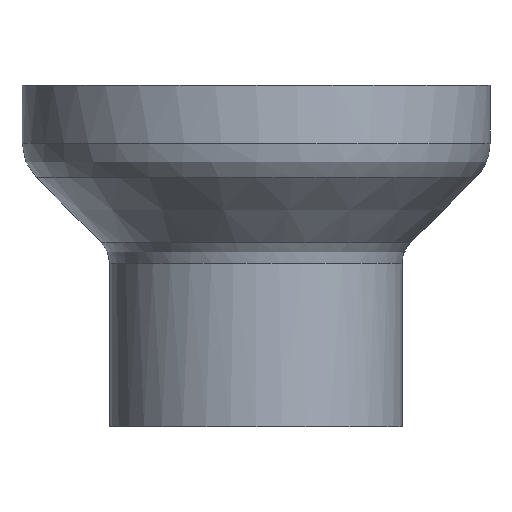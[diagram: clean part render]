
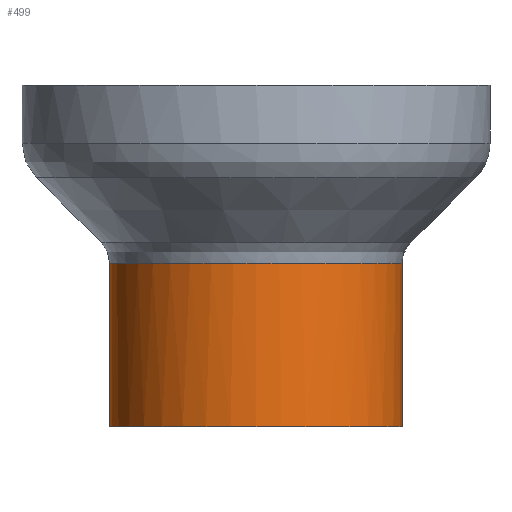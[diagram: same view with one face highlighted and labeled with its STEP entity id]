
A CAD part, front view. The second image highlights one B-rep face of the part: STEP entity #499.
In plain terms, the highlighted cylindrical face has radius 15 mm (diameter 30 mm), a full revolution.
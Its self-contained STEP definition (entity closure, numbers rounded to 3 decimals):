
#225 = ( BOUNDED_SURFACE() B_SPLINE_SURFACE(2,14,(
    (#226,#227,#228,#229,#230,#231,#232,#233,#234,#235,#236,#237,#238
      ,#239,#240)
    ,(#241,#242,#243,#244,#245,#246,#247,#248,#249,#250,#251,#252,#253
      ,#254,#255)
    ,(#256,#257,#258,#259,#260,#261,#262,#263,#264,#265,#266,#267,#268
      ,#269,#270
)),.UNSPECIFIED.,.F.,.T.,.F.) B_SPLINE_SURFACE_WITH_KNOTS((3,3),(15,15),
  (0.,94.248),(0.,94.248),
.PIECEWISE_BEZIER_KNOTS.) GEOMETRIC_REPRESENTATION_ITEM() 
RATIONAL_B_SPLINE_SURFACE((
    (1.,1.,1.,1.,1.
      ,1.,1.,1.,1.
      ,1.,1.,1.,1.,1.,1.
      )
    ,(0.924,0.924,0.924,0.924
      ,0.924,0.924,0.924,0.924
      ,0.924,0.924,0.924,0.924
      ,0.924,0.924,0.924)
    ,(1.,1.,1.,1.,1.
      ,1.,1.,1.,1.
      ,1.,1.,1.,1.,1.,1.
))) REPRESENTATION_ITEM('') SURFACE() );
#226 = CARTESIAN_POINT('',(15.,0.,16.757));
#227 = CARTESIAN_POINT('',(15.,6.635,
    16.757));
#228 = CARTESIAN_POINT('',(11.84,13.41,
    16.757));
#229 = CARTESIAN_POINT('',(5.298,18.561,
    16.757));
#230 = CARTESIAN_POINT('',(-3.625,20.255,
    16.757));
#231 = CARTESIAN_POINT('',(-12.869,16.903,
    16.757));
#232 = CARTESIAN_POINT('',(-19.069,10.266,
    16.757));
#233 = CARTESIAN_POINT('',(-22.992,0.,
    16.757));
#234 = CARTESIAN_POINT('',(-19.069,-10.266,
    16.757));
#235 = CARTESIAN_POINT('',(-12.869,-16.903,
    16.757));
#236 = CARTESIAN_POINT('',(-3.625,-20.255,
    16.757));
#237 = CARTESIAN_POINT('',(5.298,-18.561,
    16.757));
#238 = CARTESIAN_POINT('',(11.84,-13.41,16.757
    ));
#239 = CARTESIAN_POINT('',(15.,-6.635,
    16.757));
#240 = CARTESIAN_POINT('',(15.,0.,16.757));
#241 = CARTESIAN_POINT('',(15.,0.,18.));
#242 = CARTESIAN_POINT('',(15.,6.635,18.));
#243 = CARTESIAN_POINT('',(11.84,13.41,18.));
#244 = CARTESIAN_POINT('',(5.298,18.561,18.));
#245 = CARTESIAN_POINT('',(-3.625,20.255,18.));
#246 = CARTESIAN_POINT('',(-12.869,16.903,
    18.));
#247 = CARTESIAN_POINT('',(-19.069,10.266,
    18.));
#248 = CARTESIAN_POINT('',(-22.992,0.,
    18.));
#249 = CARTESIAN_POINT('',(-19.069,-10.266,
    18.));
#250 = CARTESIAN_POINT('',(-12.869,-16.903,
    18.));
#251 = CARTESIAN_POINT('',(-3.625,-20.255,
    18.));
#252 = CARTESIAN_POINT('',(5.298,-18.561,18.));
#253 = CARTESIAN_POINT('',(11.84,-13.41,18.));
#254 = CARTESIAN_POINT('',(15.,-6.635,18.));
#255 = CARTESIAN_POINT('',(15.,0.,18.));
#256 = CARTESIAN_POINT('',(15.879,0.,18.879));
#257 = CARTESIAN_POINT('',(15.879,7.023,18.879
    ));
#258 = CARTESIAN_POINT('',(12.534,14.196,
    18.879));
#259 = CARTESIAN_POINT('',(5.608,19.649,
    18.879));
#260 = CARTESIAN_POINT('',(-3.837,21.441,
    18.879));
#261 = CARTESIAN_POINT('',(-13.622,17.893,
    18.879));
#262 = CARTESIAN_POINT('',(-20.186,10.868,18.879
    ));
#263 = CARTESIAN_POINT('',(-24.339,0.,
    18.879));
#264 = CARTESIAN_POINT('',(-20.186,-10.868,
    18.879));
#265 = CARTESIAN_POINT('',(-13.622,-17.893,
    18.879));
#266 = CARTESIAN_POINT('',(-3.837,-21.441,
    18.879));
#267 = CARTESIAN_POINT('',(5.608,-19.649,
    18.879));
#268 = CARTESIAN_POINT('',(12.534,-14.196,
    18.879));
#269 = CARTESIAN_POINT('',(15.879,-7.023,18.879
    ));
#270 = CARTESIAN_POINT('',(15.879,0.,
    18.879));
#368 = VERTEX_POINT('',#369);
#369 = CARTESIAN_POINT('',(15.,0.,16.757));
#390 = EDGE_CURVE('',#368,#368,#391,.T.);
#391 = SURFACE_CURVE('',#392,(#408,#415),.PCURVE_S1.);
#392 = ( BOUNDED_CURVE() B_SPLINE_CURVE(14,(#393,#394,#395,#396,#397,
    #398,#399,#400,#401,#402,#403,#404,#405,#406,#407),.UNSPECIFIED.,.T.
,.F.) B_SPLINE_CURVE_WITH_KNOTS((15,15),(0.,
94.248),.PIECEWISE_BEZIER_KNOTS.) CURVE() 
GEOMETRIC_REPRESENTATION_ITEM() RATIONAL_B_SPLINE_CURVE((1.,
    1.,1.,1.,1.,
    1.,1.,1.,1.,
    1.,1.,1.,1.,1.,1.)) 
REPRESENTATION_ITEM('') );
#393 = CARTESIAN_POINT('',(15.,0.,16.757));
#394 = CARTESIAN_POINT('',(15.,6.635,
    16.757));
#395 = CARTESIAN_POINT('',(11.84,13.41,
    16.757));
#396 = CARTESIAN_POINT('',(5.298,18.561,
    16.757));
#397 = CARTESIAN_POINT('',(-3.625,20.255,
    16.757));
#398 = CARTESIAN_POINT('',(-12.869,16.903,
    16.757));
#399 = CARTESIAN_POINT('',(-19.069,10.266,
    16.757));
#400 = CARTESIAN_POINT('',(-22.992,0.,
    16.757));
#401 = CARTESIAN_POINT('',(-19.069,-10.266,
    16.757));
#402 = CARTESIAN_POINT('',(-12.869,-16.903,
    16.757));
#403 = CARTESIAN_POINT('',(-3.625,-20.255,
    16.757));
#404 = CARTESIAN_POINT('',(5.298,-18.561,
    16.757));
#405 = CARTESIAN_POINT('',(11.84,-13.41,16.757
    ));
#406 = CARTESIAN_POINT('',(15.,-6.635,
    16.757));
#407 = CARTESIAN_POINT('',(15.,0.,16.757));
#408 = PCURVE('',#225,#409);
#409 = DEFINITIONAL_REPRESENTATION('',(#410),#414);
#410 = LINE('',#411,#412);
#411 = CARTESIAN_POINT('',(0.,0.));
#412 = VECTOR('',#413,1.);
#413 = DIRECTION('',(0.,1.));
#414 = ( GEOMETRIC_REPRESENTATION_CONTEXT(2) 
PARAMETRIC_REPRESENTATION_CONTEXT() REPRESENTATION_CONTEXT('2D SPACE',''
  ) );
#415 = PCURVE('',#416,#421);
#416 = CYLINDRICAL_SURFACE('',#417,15.);
#417 = AXIS2_PLACEMENT_3D('',#418,#419,#420);
#418 = CARTESIAN_POINT('',(0.,0.,18.));
#419 = DIRECTION('',(-0.,-0.,-1.));
#420 = DIRECTION('',(1.,0.,0.));
#421 = DEFINITIONAL_REPRESENTATION('',(#422),#443);
#422 = B_SPLINE_CURVE_WITH_KNOTS('',10,(#423,#424,#425,#426,#427,#428,
    #429,#430,#431,#432,#433,#434,#435,#436,#437,#438,#439,#440,#441,
    #442),.UNSPECIFIED.,.F.,.F.,(11,9,11),(0.,
    47.124,94.248),.UNSPECIFIED.);
#423 = CARTESIAN_POINT('',(0.,1.243));
#424 = CARTESIAN_POINT('',(-0.31,1.243));
#425 = CARTESIAN_POINT('',(-0.624,1.243));
#426 = CARTESIAN_POINT('',(-0.94,1.243));
#427 = CARTESIAN_POINT('',(-1.256,1.243));
#428 = CARTESIAN_POINT('',(-1.57,1.243));
#429 = CARTESIAN_POINT('',(-1.885,1.243));
#430 = CARTESIAN_POINT('',(-2.199,1.243));
#431 = CARTESIAN_POINT('',(-2.513,1.243));
#432 = CARTESIAN_POINT('',(-2.827,1.243));
#433 = CARTESIAN_POINT('',(-3.456,1.243));
#434 = CARTESIAN_POINT('',(-3.77,1.243));
#435 = CARTESIAN_POINT('',(-4.084,1.243));
#436 = CARTESIAN_POINT('',(-4.398,1.243));
#437 = CARTESIAN_POINT('',(-4.713,1.243));
#438 = CARTESIAN_POINT('',(-5.027,1.243));
#439 = CARTESIAN_POINT('',(-5.343,1.243));
#440 = CARTESIAN_POINT('',(-5.659,1.243));
#441 = CARTESIAN_POINT('',(-5.974,1.243));
#442 = CARTESIAN_POINT('',(-6.283,1.243));
#443 = ( GEOMETRIC_REPRESENTATION_CONTEXT(2) 
PARAMETRIC_REPRESENTATION_CONTEXT() REPRESENTATION_CONTEXT('2D SPACE',''
  ) );
#499 = ADVANCED_FACE('',(#500),#416,.T.);
#500 = FACE_BOUND('',#501,.F.);
#501 = EDGE_LOOP('',(#502,#525,#526,#527));
#502 = ORIENTED_EDGE('',*,*,#503,.F.);
#503 = EDGE_CURVE('',#368,#504,#506,.T.);
#504 = VERTEX_POINT('',#505);
#505 = CARTESIAN_POINT('',(15.,0.,0.));
#506 = SEAM_CURVE('',#507,(#511,#518),.PCURVE_S1.);
#507 = LINE('',#508,#509);
#508 = CARTESIAN_POINT('',(15.,0.,18.));
#509 = VECTOR('',#510,1.);
#510 = DIRECTION('',(0.,0.,-1.));
#511 = PCURVE('',#416,#512);
#512 = DEFINITIONAL_REPRESENTATION('',(#513),#517);
#513 = LINE('',#514,#515);
#514 = CARTESIAN_POINT('',(-0.,0.));
#515 = VECTOR('',#516,1.);
#516 = DIRECTION('',(-0.,1.));
#517 = ( GEOMETRIC_REPRESENTATION_CONTEXT(2) 
PARAMETRIC_REPRESENTATION_CONTEXT() REPRESENTATION_CONTEXT('2D SPACE',''
  ) );
#518 = PCURVE('',#416,#519);
#519 = DEFINITIONAL_REPRESENTATION('',(#520),#524);
#520 = LINE('',#521,#522);
#521 = CARTESIAN_POINT('',(-6.283,0.));
#522 = VECTOR('',#523,1.);
#523 = DIRECTION('',(-0.,1.));
#524 = ( GEOMETRIC_REPRESENTATION_CONTEXT(2) 
PARAMETRIC_REPRESENTATION_CONTEXT() REPRESENTATION_CONTEXT('2D SPACE',''
  ) );
#525 = ORIENTED_EDGE('',*,*,#390,.T.);
#526 = ORIENTED_EDGE('',*,*,#503,.T.);
#527 = ORIENTED_EDGE('',*,*,#528,.F.);
#528 = EDGE_CURVE('',#504,#504,#529,.T.);
#529 = SURFACE_CURVE('',#530,(#535,#542),.PCURVE_S1.);
#530 = CIRCLE('',#531,15.);
#531 = AXIS2_PLACEMENT_3D('',#532,#533,#534);
#532 = CARTESIAN_POINT('',(0.,0.,0.));
#533 = DIRECTION('',(0.,0.,1.));
#534 = DIRECTION('',(1.,0.,-0.));
#535 = PCURVE('',#416,#536);
#536 = DEFINITIONAL_REPRESENTATION('',(#537),#541);
#537 = LINE('',#538,#539);
#538 = CARTESIAN_POINT('',(-0.,18.));
#539 = VECTOR('',#540,1.);
#540 = DIRECTION('',(-1.,0.));
#541 = ( GEOMETRIC_REPRESENTATION_CONTEXT(2) 
PARAMETRIC_REPRESENTATION_CONTEXT() REPRESENTATION_CONTEXT('2D SPACE',''
  ) );
#542 = PCURVE('',#543,#548);
#543 = PLANE('',#544);
#544 = AXIS2_PLACEMENT_3D('',#545,#546,#547);
#545 = CARTESIAN_POINT('',(0.,0.,0.));
#546 = DIRECTION('',(0.,0.,1.));
#547 = DIRECTION('',(1.,0.,-0.));
#548 = DEFINITIONAL_REPRESENTATION('',(#549),#553);
#549 = CIRCLE('',#550,15.);
#550 = AXIS2_PLACEMENT_2D('',#551,#552);
#551 = CARTESIAN_POINT('',(0.,0.));
#552 = DIRECTION('',(1.,0.));
#553 = ( GEOMETRIC_REPRESENTATION_CONTEXT(2) 
PARAMETRIC_REPRESENTATION_CONTEXT() REPRESENTATION_CONTEXT('2D SPACE',''
  ) );
